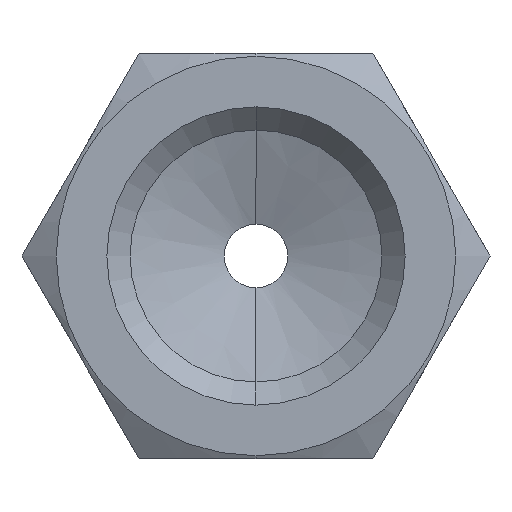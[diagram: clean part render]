
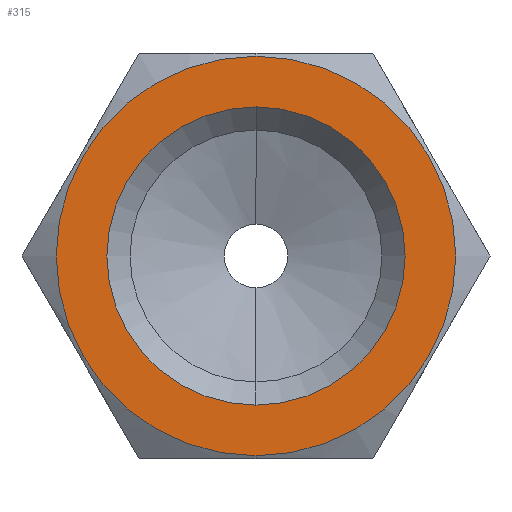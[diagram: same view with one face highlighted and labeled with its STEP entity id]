
A CAD part, front view. The second image highlights one B-rep face of the part: STEP entity #315.
In plain terms, the highlighted planar face has unit normal (0, -1, 0).
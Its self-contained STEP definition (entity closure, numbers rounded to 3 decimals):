
#147 = CARTESIAN_POINT ( 'NONE',  ( 0., 0., 0. ) ) ;
#148 = DIRECTION ( 'NONE',  ( 0., -1., 0. ) ) ;
#149 = DIRECTION ( 'NONE',  ( 0., 0., -1. ) ) ;
#150 = CARTESIAN_POINT ( 'NONE',  ( 0., 0., 0. ) ) ;
#151 = DIRECTION ( 'NONE',  ( 0., -1., 0. ) ) ;
#152 = DIRECTION ( 'NONE',  ( 0., 0., -1. ) ) ;
#201 = CARTESIAN_POINT ( 'NONE',  ( 0., 0., 5.15 ) ) ;
#202 = CARTESIAN_POINT ( 'NONE',  ( 0., 0., -5.15 ) ) ;
#209 = CARTESIAN_POINT ( 'NONE',  ( 0., 0., -6.9 ) ) ;
#210 = CARTESIAN_POINT ( 'NONE',  ( 0., 0., 6.9 ) ) ;
#315 = ADVANCED_FACE ( 'NONE', ( #1238, #1239 ), #1383, .T. ) ;
#441 = EDGE_CURVE ( 'NONE', #1757, #1758, #787, .T. ) ;
#453 = EDGE_CURVE ( 'NONE', #1765, #1766, #812, .T. ) ;
#494 = EDGE_CURVE ( 'NONE', #1758, #1757, #651, .T. ) ;
#495 = EDGE_CURVE ( 'NONE', #1766, #1765, #661, .T. ) ;
#638 = ORIENTED_EDGE ( 'NONE', *, *, #453, .T. ) ;
#651 = CIRCLE ( 'NONE', #656, 5.15 ) ;
#654 = AXIS2_PLACEMENT_3D ( 'NONE', #150, #151, #152 ) ;
#656 = AXIS2_PLACEMENT_3D ( 'NONE', #147, #148, #149 ) ;
#661 = CIRCLE ( 'NONE', #654, 6.9 ) ;
#723 = AXIS2_PLACEMENT_3D ( 'NONE', #1384, #1385, #1386 ) ;
#770 = AXIS2_PLACEMENT_3D ( 'NONE', #1051, #1052, #1053 ) ;
#787 = CIRCLE ( 'NONE', #770, 5.15 ) ;
#810 = AXIS2_PLACEMENT_3D ( 'NONE', #1079, #1080, #1081 ) ;
#812 = CIRCLE ( 'NONE', #810, 6.9 ) ;
#1051 = CARTESIAN_POINT ( 'NONE',  ( 0., 0., 0. ) ) ;
#1052 = DIRECTION ( 'NONE',  ( 0., -1., 0. ) ) ;
#1053 = DIRECTION ( 'NONE',  ( 0., 0., -1. ) ) ;
#1079 = CARTESIAN_POINT ( 'NONE',  ( 0., 0., 0. ) ) ;
#1080 = DIRECTION ( 'NONE',  ( 0., -1., 0. ) ) ;
#1081 = DIRECTION ( 'NONE',  ( 0., 0., -1. ) ) ;
#1201 = EDGE_LOOP ( 'NONE', ( #1886, #638 ) ) ;
#1202 = EDGE_LOOP ( 'NONE', ( #1882, #1888 ) ) ;
#1238 = FACE_BOUND ( 'NONE', #1202, .T. ) ;
#1239 = FACE_OUTER_BOUND ( 'NONE', #1201, .T. ) ;
#1383 = PLANE ( 'NONE',  #723 ) ;
#1384 = CARTESIAN_POINT ( 'NONE',  ( 0., 0., 0. ) ) ;
#1385 = DIRECTION ( 'NONE',  ( 0., -1., 0. ) ) ;
#1386 = DIRECTION ( 'NONE',  ( 0., 0., -1. ) ) ;
#1757 = VERTEX_POINT ( 'NONE', #201 ) ;
#1758 = VERTEX_POINT ( 'NONE', #202 ) ;
#1765 = VERTEX_POINT ( 'NONE', #209 ) ;
#1766 = VERTEX_POINT ( 'NONE', #210 ) ;
#1882 = ORIENTED_EDGE ( 'NONE', *, *, #494, .F. ) ;
#1886 = ORIENTED_EDGE ( 'NONE', *, *, #495, .T. ) ;
#1888 = ORIENTED_EDGE ( 'NONE', *, *, #441, .F. ) ;
